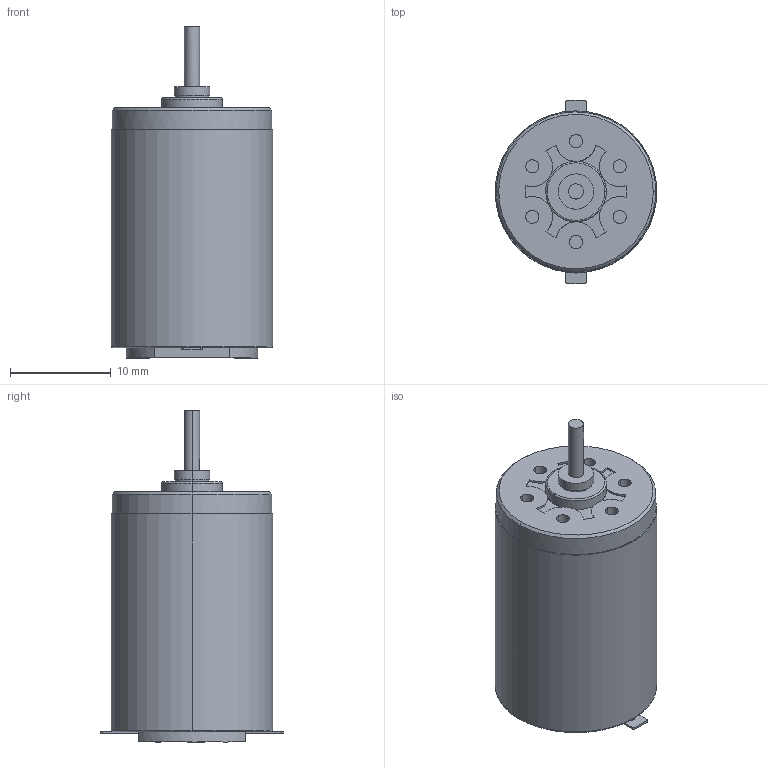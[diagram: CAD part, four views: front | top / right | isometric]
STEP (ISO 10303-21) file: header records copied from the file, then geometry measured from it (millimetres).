
FILE_DESCRIPTION(/* description */ (''),/* implementation_level */ '2;1');
FILE_NAME(/* name */ '1624_S',/* time_stamp */ '2013-10-03T16:37:43+02:00',/* author */ (''),/* organization */ (''),/* preprocessor_version */ 'ST-DEVELOPER v10',/* originating_system */ '',/* authorisation */ '');
FILE_SCHEMA (('CONFIG_CONTROL_DESIGN'));
Length unit declared in the file: millimetre
Products named in the file (1): 1
Bounding box: 16 x 18.2 x 32.9 mm (x, y, z)
Volume: 4928.1 mm3; surface area: 1787.6 mm2
Topology: 1 solids, 1 shells, 110 faces, 274 edges, 175 vertices
Faces by surface type: bspline 110
Entity records: 3399 total; most frequent: CARTESIAN_POINT 1751, ORIENTED_EDGE 548, EDGE_CURVE 274, VERTEX_POINT 175, B_SPLINE_CURVE_WITH_KNOTS 145, EDGE_LOOP 125, ADVANCED_FACE 110, FACE_OUTER_BOUND 110
